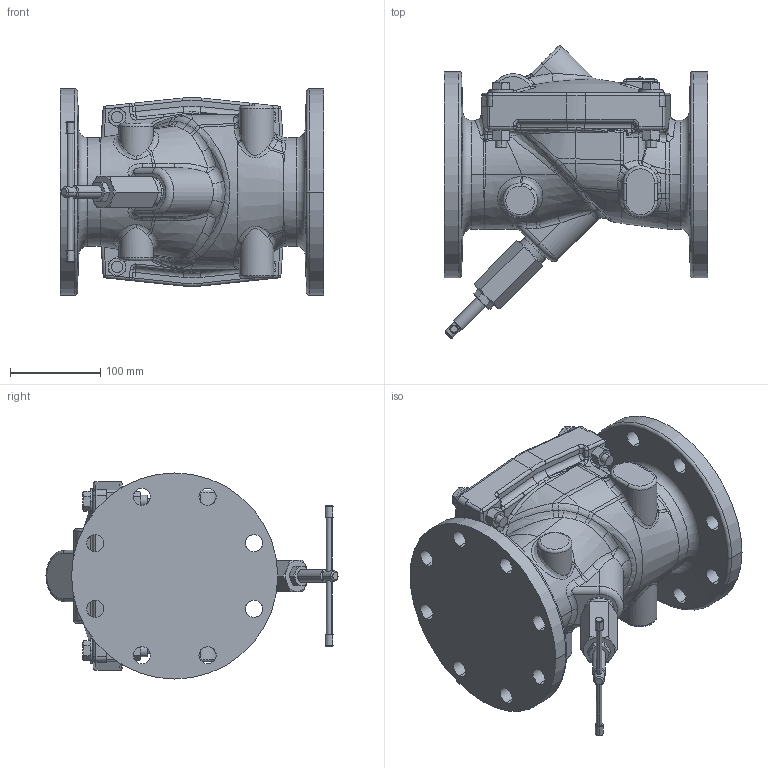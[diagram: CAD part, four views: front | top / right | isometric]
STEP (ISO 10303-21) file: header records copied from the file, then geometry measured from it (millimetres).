
FILE_DESCRIPTION((''),'2;1');
FILE_NAME('504ABF_SW0003','2020-07-27T10:51:14',('tomb'),(''),'CREO PARAMETRIC BY PTC INC, 2020053','CREO PARAMETRIC BY PTC INC, 2020053','');
FILE_SCHEMA(('CONFIG_CONTROL_DESIGN'));
Products named in the file (1): 504ABF_SW0003
Bounding box: 292.1 x 323.85 x 228.6 mm (x, y, z)
Volume: 7185322 mm3; surface area: 392635.8 mm2
Topology: 1 solids, 1 shells, 903 faces, 2130 edges, 1256 vertices
Faces by surface type: bspline 353, cylinder 193, plane 160, cone 98, torus 70, sphere 25, revolution 4
Entity records: 58259 total; most frequent: CARTESIAN_POINT 40182, ORIENTED_EDGE 4252, DIRECTION 3079, EDGE_CURVE 2126, AXIS2_PLACEMENT_3D 1334, VERTEX_POINT 1256, EDGE_LOOP 974, B_SPLINE_CURVE_WITH_KNOTS 935
